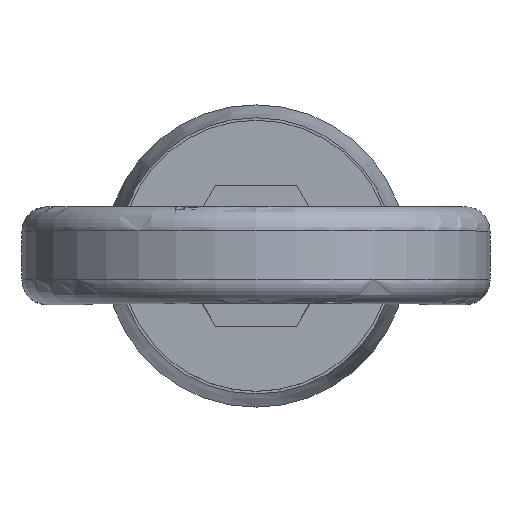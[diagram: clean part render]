
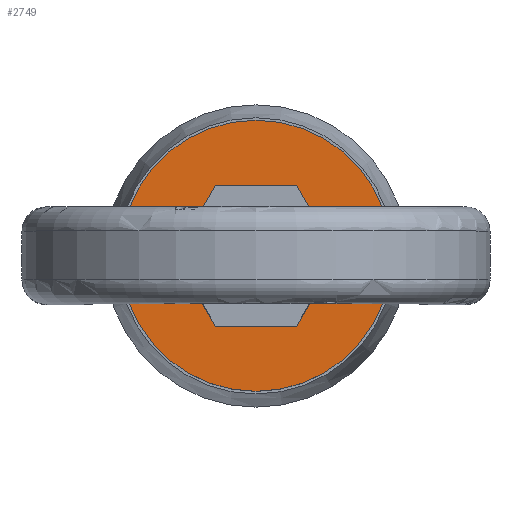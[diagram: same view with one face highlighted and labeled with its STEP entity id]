
A CAD part, top view. The second image highlights one B-rep face of the part: STEP entity #2749.
In plain terms, the highlighted planar face has unit normal (0, 0, 1).
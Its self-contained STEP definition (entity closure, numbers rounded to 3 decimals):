
#1757=LINE('',#6623,#2039);
#1758=LINE('',#6626,#2040);
#1759=LINE('',#6628,#2041);
#1760=LINE('',#6630,#2042);
#1761=LINE('',#6632,#2043);
#1762=LINE('',#6634,#2044);
#2039=VECTOR('',#5846,1.);
#2040=VECTOR('',#5847,1.);
#2041=VECTOR('',#5848,1.);
#2042=VECTOR('',#5849,1.);
#2043=VECTOR('',#5850,1.);
#2044=VECTOR('',#5851,1.);
#2630=PLANE('',#5622);
#2749=ADVANCED_FACE('',(#3017,#3018),#2630,.T.);
#3017=FACE_BOUND('',#3078,.T.);
#3018=FACE_BOUND('',#3079,.T.);
#3078=EDGE_LOOP('',(#3352,#3353,#3354,#3355,#3356,#3357));
#3079=EDGE_LOOP('',(#3358));
#3352=ORIENTED_EDGE('',*,*,#4953,.F.);
#3353=ORIENTED_EDGE('',*,*,#4954,.F.);
#3354=ORIENTED_EDGE('',*,*,#4955,.F.);
#3355=ORIENTED_EDGE('',*,*,#4956,.F.);
#3356=ORIENTED_EDGE('',*,*,#4957,.F.);
#3357=ORIENTED_EDGE('',*,*,#4958,.F.);
#3358=ORIENTED_EDGE('',*,*,#4952,.F.);
#4552=VERTEX_POINT('',#6621);
#4553=VERTEX_POINT('',#6624);
#4554=VERTEX_POINT('',#6625);
#4555=VERTEX_POINT('',#6627);
#4556=VERTEX_POINT('',#6629);
#4557=VERTEX_POINT('',#6631);
#4558=VERTEX_POINT('',#6633);
#4952=EDGE_CURVE('',#4552,#4552,#5556,.T.);
#4953=EDGE_CURVE('',#4553,#4554,#1757,.T.);
#4954=EDGE_CURVE('',#4555,#4553,#1758,.T.);
#4955=EDGE_CURVE('',#4556,#4555,#1759,.T.);
#4956=EDGE_CURVE('',#4557,#4556,#1760,.T.);
#4957=EDGE_CURVE('',#4558,#4557,#1761,.T.);
#4958=EDGE_CURVE('',#4554,#4558,#1762,.T.);
#5556=CIRCLE('',#5620,53.);
#5620=AXIS2_PLACEMENT_3D('',#6620,#5842,#5843);
#5622=AXIS2_PLACEMENT_3D('',#6635,#5852,#5853);
#5842=DIRECTION('',(0.,0.,-1.));
#5843=DIRECTION('',(-1.,0.,0.));
#5846=DIRECTION('',(0.5,-0.866,0.));
#5847=DIRECTION('',(-0.5,-0.866,0.));
#5848=DIRECTION('',(-1.,0.,0.));
#5849=DIRECTION('',(-0.5,0.866,0.));
#5850=DIRECTION('',(0.5,0.866,0.));
#5851=DIRECTION('',(1.,0.,0.));
#5852=DIRECTION('',(0.,0.,1.));
#5853=DIRECTION('',(1.,0.,0.));
#6620=CARTESIAN_POINT('',(0.,0.,87.));
#6621=CARTESIAN_POINT('',(-53.,0.,87.));
#6623=CARTESIAN_POINT('',(-31.754,0.,87.));
#6624=CARTESIAN_POINT('',(-31.754,0.,87.));
#6625=CARTESIAN_POINT('',(-15.877,-27.5,87.));
#6626=CARTESIAN_POINT('',(-15.877,27.5,87.));
#6627=CARTESIAN_POINT('',(-15.877,27.5,87.));
#6628=CARTESIAN_POINT('',(15.877,27.5,87.));
#6629=CARTESIAN_POINT('',(15.877,27.5,87.));
#6630=CARTESIAN_POINT('',(31.754,0.,87.));
#6631=CARTESIAN_POINT('',(31.754,0.,87.));
#6632=CARTESIAN_POINT('',(15.877,-27.5,87.));
#6633=CARTESIAN_POINT('',(15.877,-27.5,87.));
#6634=CARTESIAN_POINT('',(-15.877,-27.5,87.));
#6635=CARTESIAN_POINT('',(0.,53.,87.));
